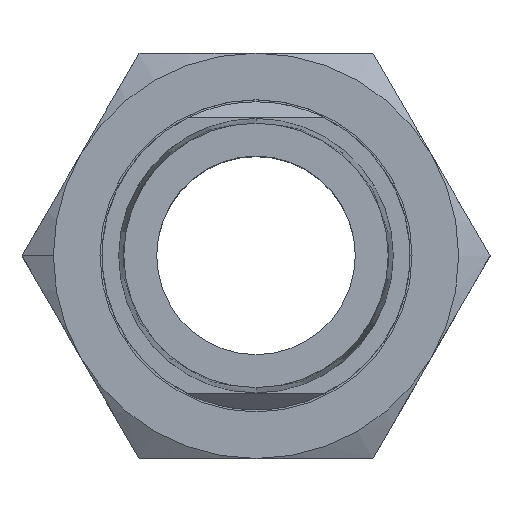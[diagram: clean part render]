
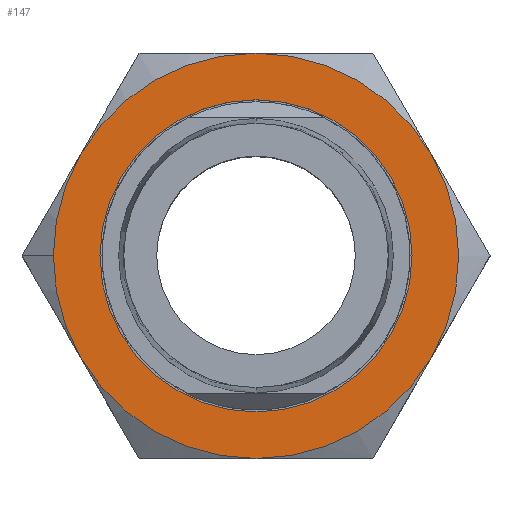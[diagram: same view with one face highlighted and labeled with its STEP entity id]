
A CAD part, top view. The second image highlights one B-rep face of the part: STEP entity #147.
In plain terms, the highlighted planar face has unit normal (0, 0, 1).
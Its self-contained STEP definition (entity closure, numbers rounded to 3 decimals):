
#127 = ORIENTED_EDGE ( 'NONE', *, *, #132, .F. ) ;
#128 = ORIENTED_EDGE ( 'NONE', *, *, #1400, .F. ) ;
#129 = EDGE_LOOP ( 'NONE', ( #133, #136, #146, #152, #155, #156, #154 ) ) ;
#131 = EDGE_LOOP ( 'NONE', ( #127, #128 ) ) ;
#132 = EDGE_CURVE ( 'NONE', #1505, #1499, #185, .T. ) ;
#133 = ORIENTED_EDGE ( 'NONE', *, *, #1646, .T. ) ;
#136 = ORIENTED_EDGE ( 'NONE', *, *, #1824, .T. ) ;
#146 = ORIENTED_EDGE ( 'NONE', *, *, #1670, .T. ) ;
#147 = ADVANCED_FACE ( 'NONE', ( #411, #410 ), #391, .F. ) ;
#152 = ORIENTED_EDGE ( 'NONE', *, *, #1764, .T. ) ;
#154 = ORIENTED_EDGE ( 'NONE', *, *, #1641, .T. ) ;
#155 = ORIENTED_EDGE ( 'NONE', *, *, #1382, .T. ) ;
#156 = ORIENTED_EDGE ( 'NONE', *, *, #1758, .T. ) ;
#182 = DIRECTION ( 'NONE',  ( 1., 0., 0. ) ) ;
#183 = DIRECTION ( 'NONE',  ( 0., 0., 1. ) ) ;
#185 = CIRCLE ( 'NONE', #188, 19.25 ) ;
#187 = CARTESIAN_POINT ( 'NONE',  ( 0., 0., 10.5 ) ) ;
#188 = AXIS2_PLACEMENT_3D ( 'NONE', #187, #183, #182 ) ;
#390 = AXIS2_PLACEMENT_3D ( 'NONE', #422, #421, #420 ) ;
#391 = PLANE ( 'NONE',  #390 ) ;
#410 = FACE_OUTER_BOUND ( 'NONE', #129, .T. ) ;
#411 = FACE_BOUND ( 'NONE', #131, .T. ) ;
#420 = DIRECTION ( 'NONE',  ( -1., 0., 0. ) ) ;
#421 = DIRECTION ( 'NONE',  ( 0., 0., -1. ) ) ;
#422 = CARTESIAN_POINT ( 'NONE',  ( 0., 25., 10.5 ) ) ;
#668 = DIRECTION ( 'NONE',  ( 1., 0., 0. ) ) ;
#669 = DIRECTION ( 'NONE',  ( 0., 0., 1. ) ) ;
#670 = CARTESIAN_POINT ( 'NONE',  ( 0., 0., 10.5 ) ) ;
#671 = AXIS2_PLACEMENT_3D ( 'NONE', #670, #669, #668 ) ;
#672 = CIRCLE ( 'NONE', #671, 25. ) ;
#1113 = CARTESIAN_POINT ( 'NONE',  ( -21.651, 12.5, 10.5 ) ) ;
#1124 = CARTESIAN_POINT ( 'NONE',  ( 0., -25., 10.5 ) ) ;
#1153 = DIRECTION ( 'NONE',  ( 1., 0., 0. ) ) ;
#1154 = DIRECTION ( 'NONE',  ( 0., 0., 1. ) ) ;
#1155 = AXIS2_PLACEMENT_3D ( 'NONE', #1157, #1154, #1153 ) ;
#1156 = CIRCLE ( 'NONE', #1155, 25. ) ;
#1157 = CARTESIAN_POINT ( 'NONE',  ( 0., 0., 10.5 ) ) ;
#1215 = DIRECTION ( 'NONE',  ( 1., 0., 0. ) ) ;
#1216 = DIRECTION ( 'NONE',  ( 0., 0., 1. ) ) ;
#1217 = CARTESIAN_POINT ( 'NONE',  ( 0., 0., 10.5 ) ) ;
#1218 = AXIS2_PLACEMENT_3D ( 'NONE', #1217, #1216, #1215 ) ;
#1219 = CIRCLE ( 'NONE', #1218, 25. ) ;
#1228 = CARTESIAN_POINT ( 'NONE',  ( -21.651, -12.5, 10.5 ) ) ;
#1229 = CARTESIAN_POINT ( 'NONE',  ( -25., 0., 10.5 ) ) ;
#1382 = EDGE_CURVE ( 'NONE', #1770, #1759, #2591, .T. ) ;
#1400 = EDGE_CURVE ( 'NONE', #1499, #1505, #2602, .T. ) ;
#1499 = VERTEX_POINT ( 'NONE', #1990 ) ;
#1505 = VERTEX_POINT ( 'NONE', #2044 ) ;
#1620 = VERTEX_POINT ( 'NONE', #2252 ) ;
#1641 = EDGE_CURVE ( 'NONE', #1642, #1620, #2348, .T. ) ;
#1642 = VERTEX_POINT ( 'NONE', #2333 ) ;
#1646 = EDGE_CURVE ( 'NONE', #1620, #1649, #2377, .T. ) ;
#1649 = VERTEX_POINT ( 'NONE', #2378 ) ;
#1670 = EDGE_CURVE ( 'NONE', #1779, #1771, #2387, .T. ) ;
#1758 = EDGE_CURVE ( 'NONE', #1759, #1642, #1156, .T. ) ;
#1759 = VERTEX_POINT ( 'NONE', #1124 ) ;
#1764 = EDGE_CURVE ( 'NONE', #1771, #1770, #1219, .T. ) ;
#1770 = VERTEX_POINT ( 'NONE', #1228 ) ;
#1771 = VERTEX_POINT ( 'NONE', #1229 ) ;
#1779 = VERTEX_POINT ( 'NONE', #1113 ) ;
#1824 = EDGE_CURVE ( 'NONE', #1649, #1779, #672, .T. ) ;
#1990 = CARTESIAN_POINT ( 'NONE',  ( -19.25, 0., 10.5 ) ) ;
#2044 = CARTESIAN_POINT ( 'NONE',  ( 19.25, 0., 10.5 ) ) ;
#2252 = CARTESIAN_POINT ( 'NONE',  ( 21.651, 12.5, 10.5 ) ) ;
#2331 = CARTESIAN_POINT ( 'NONE',  ( 0., 0., 10.5 ) ) ;
#2333 = CARTESIAN_POINT ( 'NONE',  ( 21.651, -12.5, 10.5 ) ) ;
#2334 = DIRECTION ( 'NONE',  ( 1., 0., 0. ) ) ;
#2335 = DIRECTION ( 'NONE',  ( 0., 0., 1. ) ) ;
#2336 = CARTESIAN_POINT ( 'NONE',  ( 0., 0., 10.5 ) ) ;
#2337 = AXIS2_PLACEMENT_3D ( 'NONE', #2336, #2335, #2334 ) ;
#2348 = CIRCLE ( 'NONE', #2337, 25. ) ;
#2367 = DIRECTION ( 'NONE',  ( 1., 0., 0. ) ) ;
#2368 = DIRECTION ( 'NONE',  ( 0., 0., 1. ) ) ;
#2369 = AXIS2_PLACEMENT_3D ( 'NONE', #2331, #2368, #2367 ) ;
#2377 = CIRCLE ( 'NONE', #2369, 25. ) ;
#2378 = CARTESIAN_POINT ( 'NONE',  ( 0., 25., 10.5 ) ) ;
#2383 = AXIS2_PLACEMENT_3D ( 'NONE', #2489, #2488, #2487 ) ;
#2387 = CIRCLE ( 'NONE', #2383, 25. ) ;
#2487 = DIRECTION ( 'NONE',  ( 1., 0., 0. ) ) ;
#2488 = DIRECTION ( 'NONE',  ( 0., 0., 1. ) ) ;
#2489 = CARTESIAN_POINT ( 'NONE',  ( 0., 0., 10.5 ) ) ;
#2562 = DIRECTION ( 'NONE',  ( 1., 0., 0. ) ) ;
#2563 = DIRECTION ( 'NONE',  ( 0., 0., 1. ) ) ;
#2564 = CARTESIAN_POINT ( 'NONE',  ( 0., 0., 10.5 ) ) ;
#2565 = AXIS2_PLACEMENT_3D ( 'NONE', #2564, #2563, #2562 ) ;
#2591 = CIRCLE ( 'NONE', #2565, 25. ) ;
#2593 = DIRECTION ( 'NONE',  ( 1., 0., 0. ) ) ;
#2594 = DIRECTION ( 'NONE',  ( 0., 0., 1. ) ) ;
#2595 = AXIS2_PLACEMENT_3D ( 'NONE', #2601, #2594, #2593 ) ;
#2601 = CARTESIAN_POINT ( 'NONE',  ( 0., 0., 10.5 ) ) ;
#2602 = CIRCLE ( 'NONE', #2595, 19.25 ) ;
